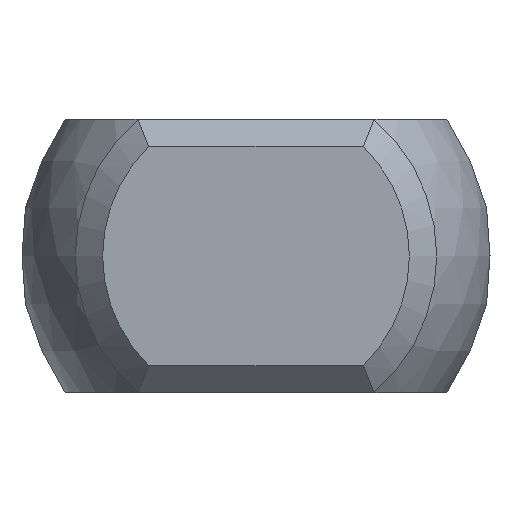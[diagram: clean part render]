
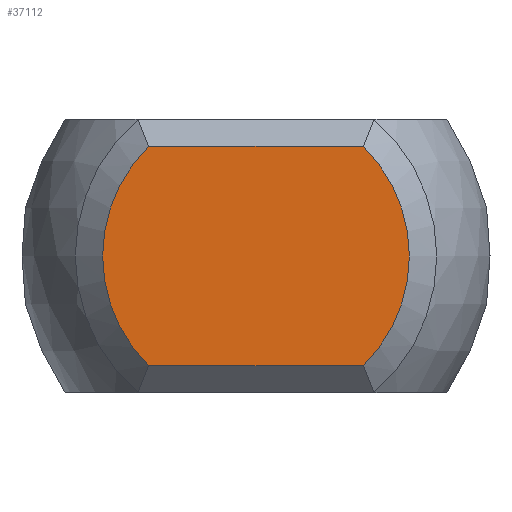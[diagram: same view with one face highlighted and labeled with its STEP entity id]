
A CAD part, left-side view. The second image highlights one B-rep face of the part: STEP entity #37112.
In plain terms, the highlighted planar face has unit normal (-1, 0, 0).
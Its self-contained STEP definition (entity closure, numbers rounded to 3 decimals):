
#34252 = PLANE('',#34253);
#34253 = AXIS2_PLACEMENT_3D('',#34254,#34255,#34256);
#34254 = CARTESIAN_POINT('',(-68.5,3.125,2.25));
#34255 = DIRECTION('',(0.707,0.,-0.707));
#34256 = DIRECTION('',(-0.707,0.,-0.707));
#36461 = EDGE_CURVE('',#36462,#36464,#36466,.T.);
#36462 = VERTEX_POINT('',#36463);
#36463 = CARTESIAN_POINT('',(-68.75,-1.96,-2.));
#36464 = VERTEX_POINT('',#36465);
#36465 = CARTESIAN_POINT('',(-68.75,-1.96,2.));
#36466 = SURFACE_CURVE('',#36467,(#36472,#36484),.PCURVE_S1.);
#36467 = CIRCLE('',#36468,2.8);
#36468 = AXIS2_PLACEMENT_3D('',#36469,#36470,#36471);
#36469 = CARTESIAN_POINT('',(-68.75,0.,0.));
#36470 = DIRECTION('',(-1.,0.,0.));
#36471 = DIRECTION('',(0.,-1.,0.));
#36472 = PCURVE('',#36473,#36478);
#36473 = CONICAL_SURFACE('',#36474,3.05,0.785);
#36474 = AXIS2_PLACEMENT_3D('',#36475,#36476,#36477);
#36475 = CARTESIAN_POINT('',(-68.5,0.,0.));
#36476 = DIRECTION('',(1.,0.,0.));
#36477 = DIRECTION('',(0.,-1.,0.));
#36478 = DEFINITIONAL_REPRESENTATION('',(#36479),#36483);
#36479 = LINE('',#36480,#36481);
#36480 = CARTESIAN_POINT('',(6.283,-0.25));
#36481 = VECTOR('',#36482,1.);
#36482 = DIRECTION('',(-1.,0.));
#36483 = ( GEOMETRIC_REPRESENTATION_CONTEXT(2) 
PARAMETRIC_REPRESENTATION_CONTEXT() REPRESENTATION_CONTEXT('2D SPACE',''
  ) );
#36484 = PCURVE('',#36485,#36490);
#36485 = PLANE('',#36486);
#36486 = AXIS2_PLACEMENT_3D('',#36487,#36488,#36489);
#36487 = CARTESIAN_POINT('',(-68.75,0.,0.));
#36488 = DIRECTION('',(1.,0.,0.));
#36489 = DIRECTION('',(0.,0.,-1.));
#36490 = DEFINITIONAL_REPRESENTATION('',(#36491),#36499);
#36491 = ( BOUNDED_CURVE() B_SPLINE_CURVE(2,(#36492,#36493,#36494,#36495
    ,#36496,#36497,#36498),.UNSPECIFIED.,.T.,.F.) 
B_SPLINE_CURVE_WITH_KNOTS((1,2,2,2,2,1),(-2.094,0.,
    2.094,4.189,6.283,8.378),
.UNSPECIFIED.) CURVE() GEOMETRIC_REPRESENTATION_ITEM() 
RATIONAL_B_SPLINE_CURVE((1.,0.5,1.,0.5,1.,0.5,1.)) REPRESENTATION_ITEM(
  '') );
#36492 = CARTESIAN_POINT('',(0.,-2.8));
#36493 = CARTESIAN_POINT('',(-4.85,-2.8));
#36494 = CARTESIAN_POINT('',(-2.425,1.4));
#36495 = CARTESIAN_POINT('',(0.,5.6));
#36496 = CARTESIAN_POINT('',(2.425,1.4));
#36497 = CARTESIAN_POINT('',(4.85,-2.8));
#36498 = CARTESIAN_POINT('',(0.,-2.8));
#36499 = ( GEOMETRIC_REPRESENTATION_CONTEXT(2) 
PARAMETRIC_REPRESENTATION_CONTEXT() REPRESENTATION_CONTEXT('2D SPACE',''
  ) );
#36517 = PLANE('',#36518);
#36518 = AXIS2_PLACEMENT_3D('',#36519,#36520,#36521);
#36519 = CARTESIAN_POINT('',(-68.5,-3.125,-2.25));
#36520 = DIRECTION('',(0.707,0.,0.707)
  );
#36521 = DIRECTION('',(0.707,0.,-0.707));
#36577 = EDGE_CURVE('',#36464,#36578,#36580,.T.);
#36578 = VERTEX_POINT('',#36579);
#36579 = CARTESIAN_POINT('',(-68.75,1.96,2.));
#36580 = SURFACE_CURVE('',#36581,(#36585,#36592),.PCURVE_S1.);
#36581 = LINE('',#36582,#36583);
#36582 = CARTESIAN_POINT('',(-68.75,3.125,2.));
#36583 = VECTOR('',#36584,1.);
#36584 = DIRECTION('',(0.,1.,0.));
#36585 = PCURVE('',#34252,#36586);
#36586 = DEFINITIONAL_REPRESENTATION('',(#36587),#36591);
#36587 = LINE('',#36588,#36589);
#36588 = CARTESIAN_POINT('',(0.354,0.));
#36589 = VECTOR('',#36590,1.);
#36590 = DIRECTION('',(0.,1.));
#36591 = ( GEOMETRIC_REPRESENTATION_CONTEXT(2) 
PARAMETRIC_REPRESENTATION_CONTEXT() REPRESENTATION_CONTEXT('2D SPACE',''
  ) );
#36592 = PCURVE('',#36485,#36593);
#36593 = DEFINITIONAL_REPRESENTATION('',(#36594),#36598);
#36594 = LINE('',#36595,#36596);
#36595 = CARTESIAN_POINT('',(-2.,3.125));
#36596 = VECTOR('',#36597,1.);
#36597 = DIRECTION('',(0.,1.));
#36598 = ( GEOMETRIC_REPRESENTATION_CONTEXT(2) 
PARAMETRIC_REPRESENTATION_CONTEXT() REPRESENTATION_CONTEXT('2D SPACE',''
  ) );
#36618 = CONICAL_SURFACE('',#36619,3.05,0.785);
#36619 = AXIS2_PLACEMENT_3D('',#36620,#36621,#36622);
#36620 = CARTESIAN_POINT('',(-68.5,0.,0.));
#36621 = DIRECTION('',(1.,0.,0.));
#36622 = DIRECTION('',(-0.,1.,0.));
#36632 = EDGE_CURVE('',#36578,#36633,#36635,.T.);
#36633 = VERTEX_POINT('',#36634);
#36634 = CARTESIAN_POINT('',(-68.75,1.96,-2.));
#36635 = SURFACE_CURVE('',#36636,(#36641,#36648),.PCURVE_S1.);
#36636 = CIRCLE('',#36637,2.8);
#36637 = AXIS2_PLACEMENT_3D('',#36638,#36639,#36640);
#36638 = CARTESIAN_POINT('',(-68.75,0.,0.));
#36639 = DIRECTION('',(-1.,0.,0.));
#36640 = DIRECTION('',(0.,1.,0.));
#36641 = PCURVE('',#36618,#36642);
#36642 = DEFINITIONAL_REPRESENTATION('',(#36643),#36647);
#36643 = LINE('',#36644,#36645);
#36644 = CARTESIAN_POINT('',(6.283,-0.25));
#36645 = VECTOR('',#36646,1.);
#36646 = DIRECTION('',(-1.,0.));
#36647 = ( GEOMETRIC_REPRESENTATION_CONTEXT(2) 
PARAMETRIC_REPRESENTATION_CONTEXT() REPRESENTATION_CONTEXT('2D SPACE',''
  ) );
#36648 = PCURVE('',#36485,#36649);
#36649 = DEFINITIONAL_REPRESENTATION('',(#36650),#36658);
#36650 = ( BOUNDED_CURVE() B_SPLINE_CURVE(2,(#36651,#36652,#36653,#36654
    ,#36655,#36656,#36657),.UNSPECIFIED.,.T.,.F.) 
B_SPLINE_CURVE_WITH_KNOTS((1,2,2,2,2,1),(-2.094,0.,
    2.094,4.189,6.283,8.378),
.UNSPECIFIED.) CURVE() GEOMETRIC_REPRESENTATION_ITEM() 
RATIONAL_B_SPLINE_CURVE((1.,0.5,1.,0.5,1.,0.5,1.)) REPRESENTATION_ITEM(
  '') );
#36651 = CARTESIAN_POINT('',(0.,2.8));
#36652 = CARTESIAN_POINT('',(4.85,2.8));
#36653 = CARTESIAN_POINT('',(2.425,-1.4));
#36654 = CARTESIAN_POINT('',(0.,-5.6));
#36655 = CARTESIAN_POINT('',(-2.425,-1.4));
#36656 = CARTESIAN_POINT('',(-4.85,2.8));
#36657 = CARTESIAN_POINT('',(0.,2.8));
#36658 = ( GEOMETRIC_REPRESENTATION_CONTEXT(2) 
PARAMETRIC_REPRESENTATION_CONTEXT() REPRESENTATION_CONTEXT('2D SPACE',''
  ) );
#36732 = EDGE_CURVE('',#36633,#36462,#36733,.T.);
#36733 = SURFACE_CURVE('',#36734,(#36738,#36745),.PCURVE_S1.);
#36734 = LINE('',#36735,#36736);
#36735 = CARTESIAN_POINT('',(-68.75,-3.125,-2.));
#36736 = VECTOR('',#36737,1.);
#36737 = DIRECTION('',(0.,-1.,0.));
#36738 = PCURVE('',#36517,#36739);
#36739 = DEFINITIONAL_REPRESENTATION('',(#36740),#36744);
#36740 = LINE('',#36741,#36742);
#36741 = CARTESIAN_POINT('',(-0.354,0.));
#36742 = VECTOR('',#36743,1.);
#36743 = DIRECTION('',(0.,-1.));
#36744 = ( GEOMETRIC_REPRESENTATION_CONTEXT(2) 
PARAMETRIC_REPRESENTATION_CONTEXT() REPRESENTATION_CONTEXT('2D SPACE',''
  ) );
#36745 = PCURVE('',#36485,#36746);
#36746 = DEFINITIONAL_REPRESENTATION('',(#36747),#36751);
#36747 = LINE('',#36748,#36749);
#36748 = CARTESIAN_POINT('',(2.,-3.125));
#36749 = VECTOR('',#36750,1.);
#36750 = DIRECTION('',(0.,-1.));
#36751 = ( GEOMETRIC_REPRESENTATION_CONTEXT(2) 
PARAMETRIC_REPRESENTATION_CONTEXT() REPRESENTATION_CONTEXT('2D SPACE',''
  ) );
#37112 = ADVANCED_FACE('',(#37113),#36485,.F.);
#37113 = FACE_BOUND('',#37114,.T.);
#37114 = EDGE_LOOP('',(#37115,#37116,#37117,#37118));
#37115 = ORIENTED_EDGE('',*,*,#36461,.T.);
#37116 = ORIENTED_EDGE('',*,*,#36577,.T.);
#37117 = ORIENTED_EDGE('',*,*,#36632,.T.);
#37118 = ORIENTED_EDGE('',*,*,#36732,.T.);
